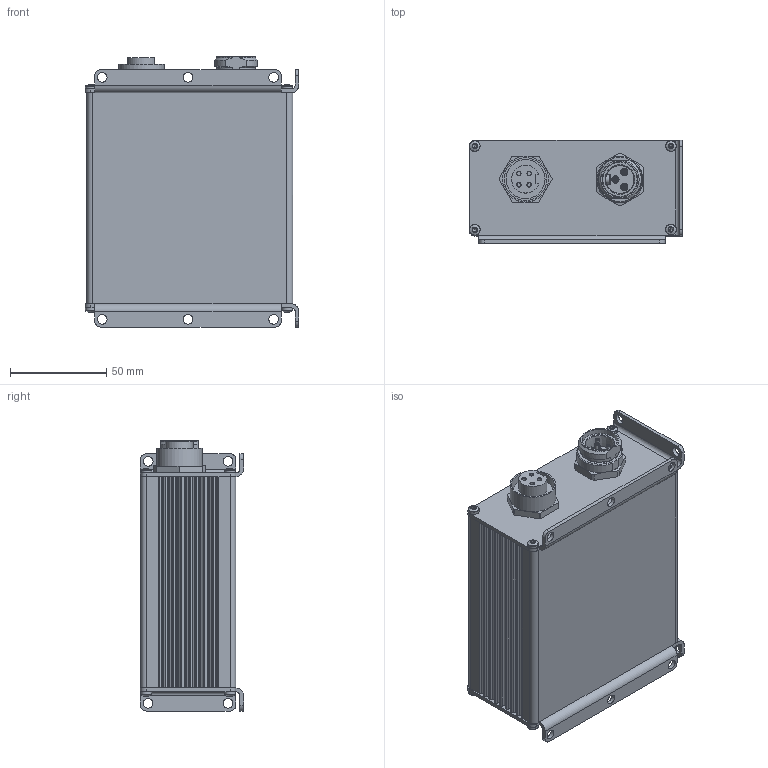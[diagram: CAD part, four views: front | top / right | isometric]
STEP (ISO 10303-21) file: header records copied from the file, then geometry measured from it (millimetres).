
FILE_DESCRIPTION (( 'STEP AP214' ), '1' );
FILE_NAME ('PSRT-24-100_REV4.STEP', '2023-08-02T10:18:56', ( '' ), ( '' ), 'SwSTEP 2.0', 'SolidWorks 2021', '' );
FILE_SCHEMA (( 'AUTOMOTIVE_DESIGN' ));
Length unit declared in the file: inch
Products named in the file (1): PSRT-24-100_REV4
Bounding box: 111.02 x 53.58 x 140.2 mm (x, y, z)
Volume: 608191.9 mm3; surface area: 62301 mm2
Topology: 1 solids, 9 shells, 477 faces, 1216 edges, 781 vertices
Faces by surface type: cylinder 259, plane 153, cone 38, torus 14, bspline 13
Full cylindrical faces by diameter (mm): 2 x7, 3 x11, 5 x10, 5.6 x8, 17.8 x1, 18.1 x1, 18.5 x1, 20.225 x1, 22.225 x1, 23.746 x1
Entity records: 19327 total; most frequent: CARTESIAN_POINT 6992, ORIENTED_EDGE 2230, DIRECTION 2119, EDGE_CURVE 1115, AXIS2_PLACEMENT_3D 845, VERTEX_POINT 764, EDGE_LOOP 605, FACE_OUTER_BOUND 533
